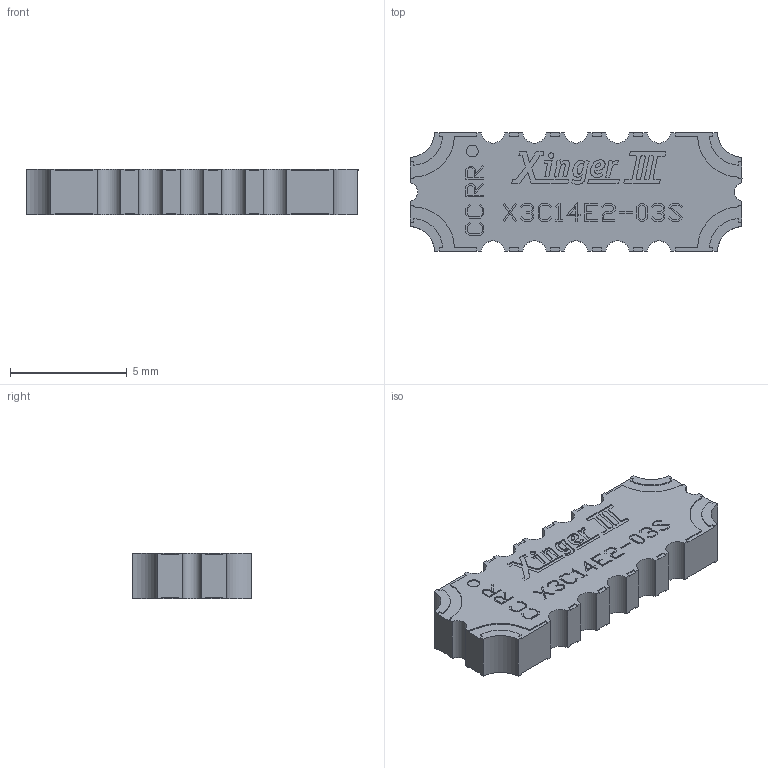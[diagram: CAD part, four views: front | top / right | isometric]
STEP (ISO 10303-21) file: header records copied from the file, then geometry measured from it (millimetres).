
FILE_DESCRIPTION (( 'STEP AP203' ), '1' );
FILE_NAME ('X3C14E2-03S_3D_Model.STEP', '2023-11-30T20:35:05', ( '' ), ( '' ), 'SwSTEP 2.0', 'SolidWorks 2023', '' );
FILE_SCHEMA (( 'CONFIG_CONTROL_DESIGN' ));
Length unit declared in the file: inch
Products named in the file (1): X3C14E2-03S_3D_Model
Bounding box: 14.22 x 5.08 x 1.93 mm (x, y, z)
Volume: 124.4 mm3; surface area: 218.4 mm2
Topology: 1 solids, 1 shells, 926 faces, 2670 edges, 1780 vertices
Faces by surface type: plane 891, cylinder 35
Entity records: 29883 total; most frequent: CARTESIAN_POINT 5377, ORIENTED_EDGE 5340, DIRECTION 4594, EDGE_CURVE 2670, VECTOR 2600, LINE 2600, VERTEX_POINT 1780, AXIS2_PLACEMENT_3D 997
